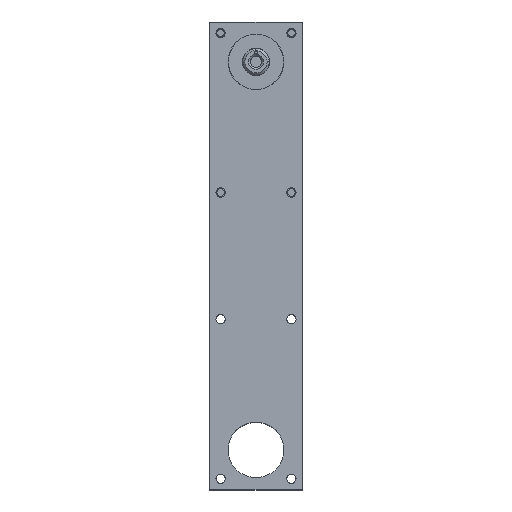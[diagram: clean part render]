
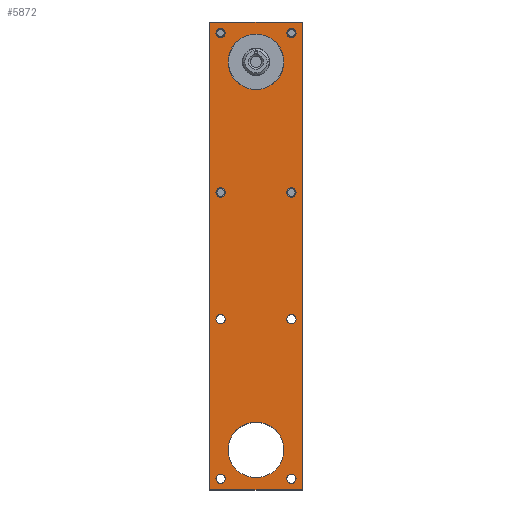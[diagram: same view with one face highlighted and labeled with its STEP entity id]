
A CAD part, top view. The second image highlights one B-rep face of the part: STEP entity #5872.
In plain terms, the highlighted planar face has unit normal (0, 0, 1).
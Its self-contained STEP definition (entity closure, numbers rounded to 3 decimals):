
#580=LINE('',#10750,#1074);
#583=LINE('',#10756,#1077);
#586=LINE('',#10762,#1080);
#589=LINE('',#10766,#1083);
#1074=VECTOR('',#8093,10.);
#1077=VECTOR('',#8098,10.);
#1080=VECTOR('',#8103,10.);
#1083=VECTOR('',#8108,10.);
#1284=FACE_BOUND('',#2027,.T.);
#1285=FACE_BOUND('',#2028,.T.);
#1286=FACE_BOUND('',#2029,.T.);
#1287=FACE_BOUND('',#2030,.T.);
#1288=FACE_BOUND('',#2031,.T.);
#1289=FACE_BOUND('',#2032,.T.);
#1290=FACE_BOUND('',#2033,.T.);
#1291=FACE_BOUND('',#2034,.T.);
#1292=FACE_BOUND('',#2035,.T.);
#1293=FACE_BOUND('',#2036,.T.);
#1639=FACE_OUTER_BOUND('',#2026,.T.);
#2026=EDGE_LOOP('',(#5156,#5157,#5158,#5159));
#2027=EDGE_LOOP('',(#5160));
#2028=EDGE_LOOP('',(#5161));
#2029=EDGE_LOOP('',(#5162));
#2030=EDGE_LOOP('',(#5163));
#2031=EDGE_LOOP('',(#5164));
#2032=EDGE_LOOP('',(#5165));
#2033=EDGE_LOOP('',(#5166));
#2034=EDGE_LOOP('',(#5167));
#2035=EDGE_LOOP('',(#5168));
#2036=EDGE_LOOP('',(#5169));
#2337=CIRCLE('',#6474,1.05);
#2339=CIRCLE('',#6477,1.05);
#2341=CIRCLE('',#6480,1.05);
#2343=CIRCLE('',#6483,6.275);
#2345=CIRCLE('',#6486,1.05);
#2347=CIRCLE('',#6489,6.275);
#2349=CIRCLE('',#6492,1.05);
#2351=CIRCLE('',#6495,1.05);
#2353=CIRCLE('',#6498,1.05);
#2355=CIRCLE('',#6501,1.05);
#2824=VERTEX_POINT('',#10684);
#2826=VERTEX_POINT('',#10690);
#2828=VERTEX_POINT('',#10696);
#2830=VERTEX_POINT('',#10702);
#2832=VERTEX_POINT('',#10708);
#2834=VERTEX_POINT('',#10714);
#2836=VERTEX_POINT('',#10720);
#2838=VERTEX_POINT('',#10726);
#2840=VERTEX_POINT('',#10732);
#2842=VERTEX_POINT('',#10738);
#2846=VERTEX_POINT('',#10747);
#2847=VERTEX_POINT('',#10749);
#2849=VERTEX_POINT('',#10755);
#2851=VERTEX_POINT('',#10761);
#3598=EDGE_CURVE('',#2824,#2824,#2337,.T.);
#3601=EDGE_CURVE('',#2826,#2826,#2339,.T.);
#3604=EDGE_CURVE('',#2828,#2828,#2341,.T.);
#3607=EDGE_CURVE('',#2830,#2830,#2343,.T.);
#3610=EDGE_CURVE('',#2832,#2832,#2345,.T.);
#3613=EDGE_CURVE('',#2834,#2834,#2347,.T.);
#3616=EDGE_CURVE('',#2836,#2836,#2349,.T.);
#3619=EDGE_CURVE('',#2838,#2838,#2351,.T.);
#3622=EDGE_CURVE('',#2840,#2840,#2353,.T.);
#3625=EDGE_CURVE('',#2842,#2842,#2355,.T.);
#3630=EDGE_CURVE('',#2847,#2846,#580,.T.);
#3633=EDGE_CURVE('',#2849,#2847,#583,.T.);
#3636=EDGE_CURVE('',#2851,#2849,#586,.T.);
#3639=EDGE_CURVE('',#2846,#2851,#589,.T.);
#5156=ORIENTED_EDGE('',*,*,#3639,.T.);
#5157=ORIENTED_EDGE('',*,*,#3636,.T.);
#5158=ORIENTED_EDGE('',*,*,#3633,.T.);
#5159=ORIENTED_EDGE('',*,*,#3630,.T.);
#5160=ORIENTED_EDGE('',*,*,#3625,.T.);
#5161=ORIENTED_EDGE('',*,*,#3622,.T.);
#5162=ORIENTED_EDGE('',*,*,#3619,.T.);
#5163=ORIENTED_EDGE('',*,*,#3616,.T.);
#5164=ORIENTED_EDGE('',*,*,#3613,.T.);
#5165=ORIENTED_EDGE('',*,*,#3610,.T.);
#5166=ORIENTED_EDGE('',*,*,#3607,.T.);
#5167=ORIENTED_EDGE('',*,*,#3604,.T.);
#5168=ORIENTED_EDGE('',*,*,#3601,.T.);
#5169=ORIENTED_EDGE('',*,*,#3598,.T.);
#5545=PLANE('',#6507);
#5872=ADVANCED_FACE('',(#1639,#1284,#1285,#1286,#1287,#1288,#1289,#1290,
#1291,#1292,#1293),#5545,.T.);
#6474=AXIS2_PLACEMENT_3D('',#10685,#8021,#8022);
#6477=AXIS2_PLACEMENT_3D('',#10691,#8028,#8029);
#6480=AXIS2_PLACEMENT_3D('',#10697,#8035,#8036);
#6483=AXIS2_PLACEMENT_3D('',#10703,#8042,#8043);
#6486=AXIS2_PLACEMENT_3D('',#10709,#8049,#8050);
#6489=AXIS2_PLACEMENT_3D('',#10715,#8056,#8057);
#6492=AXIS2_PLACEMENT_3D('',#10721,#8063,#8064);
#6495=AXIS2_PLACEMENT_3D('',#10727,#8070,#8071);
#6498=AXIS2_PLACEMENT_3D('',#10733,#8077,#8078);
#6501=AXIS2_PLACEMENT_3D('',#10739,#8084,#8085);
#6507=AXIS2_PLACEMENT_3D('',#10767,#8109,#8110);
#8021=DIRECTION('center_axis',(0.,0.,-1.));
#8022=DIRECTION('ref_axis',(-1.,0.,0.));
#8028=DIRECTION('center_axis',(0.,0.,-1.));
#8029=DIRECTION('ref_axis',(-1.,0.,0.));
#8035=DIRECTION('center_axis',(0.,0.,-1.));
#8036=DIRECTION('ref_axis',(-1.,0.,0.));
#8042=DIRECTION('center_axis',(0.,0.,-1.));
#8043=DIRECTION('ref_axis',(-1.,0.,0.));
#8049=DIRECTION('center_axis',(0.,0.,-1.));
#8050=DIRECTION('ref_axis',(-1.,0.,0.));
#8056=DIRECTION('center_axis',(0.,0.,-1.));
#8057=DIRECTION('ref_axis',(-1.,0.,0.));
#8063=DIRECTION('center_axis',(0.,0.,-1.));
#8064=DIRECTION('ref_axis',(-1.,0.,0.));
#8070=DIRECTION('center_axis',(0.,0.,-1.));
#8071=DIRECTION('ref_axis',(-1.,0.,0.));
#8077=DIRECTION('center_axis',(0.,0.,-1.));
#8078=DIRECTION('ref_axis',(-1.,0.,0.));
#8084=DIRECTION('center_axis',(0.,0.,-1.));
#8085=DIRECTION('ref_axis',(-1.,0.,0.));
#8093=DIRECTION('',(1.,0.,0.));
#8098=DIRECTION('',(0.,-1.,0.));
#8103=DIRECTION('',(-1.,0.,0.));
#8108=DIRECTION('',(0.,1.,0.));
#8109=DIRECTION('center_axis',(0.,0.,1.));
#8110=DIRECTION('ref_axis',(-1.,0.,0.));
#10684=CARTESIAN_POINT('',(-6.95,-58.14,17.5));
#10685=CARTESIAN_POINT('Origin',(-8.,-58.14,17.5));
#10690=CARTESIAN_POINT('',(9.05,-58.14,17.5));
#10691=CARTESIAN_POINT('Origin',(8.,-58.14,17.5));
#10696=CARTESIAN_POINT('',(-6.95,-94.14,17.5));
#10697=CARTESIAN_POINT('Origin',(-8.,-94.14,17.5));
#10702=CARTESIAN_POINT('',(6.275,0.,17.5));
#10703=CARTESIAN_POINT('Origin',(0.,0.,17.5));
#10708=CARTESIAN_POINT('',(-6.95,-29.5,17.5));
#10709=CARTESIAN_POINT('Origin',(-8.,-29.5,17.5));
#10714=CARTESIAN_POINT('',(6.275,-87.64,17.5));
#10715=CARTESIAN_POINT('Origin',(0.,-87.64,17.5));
#10720=CARTESIAN_POINT('',(9.05,-29.5,17.5));
#10721=CARTESIAN_POINT('Origin',(8.,-29.5,17.5));
#10726=CARTESIAN_POINT('',(9.05,-94.14,17.5));
#10727=CARTESIAN_POINT('Origin',(8.,-94.14,17.5));
#10732=CARTESIAN_POINT('',(9.05,6.5,17.5));
#10733=CARTESIAN_POINT('Origin',(8.,6.5,17.5));
#10738=CARTESIAN_POINT('',(-6.95,6.5,17.5));
#10739=CARTESIAN_POINT('Origin',(-8.,6.5,17.5));
#10747=CARTESIAN_POINT('',(10.5,-96.64,17.5));
#10749=CARTESIAN_POINT('',(-10.5,-96.64,17.5));
#10750=CARTESIAN_POINT('',(-10.5,-96.64,17.5));
#10755=CARTESIAN_POINT('',(-10.5,9.,17.5));
#10756=CARTESIAN_POINT('',(-10.5,9.,17.5));
#10761=CARTESIAN_POINT('',(10.5,9.,17.5));
#10762=CARTESIAN_POINT('',(10.5,9.,17.5));
#10766=CARTESIAN_POINT('',(10.5,-96.64,17.5));
#10767=CARTESIAN_POINT('Origin',(0.,-43.82,17.5));
